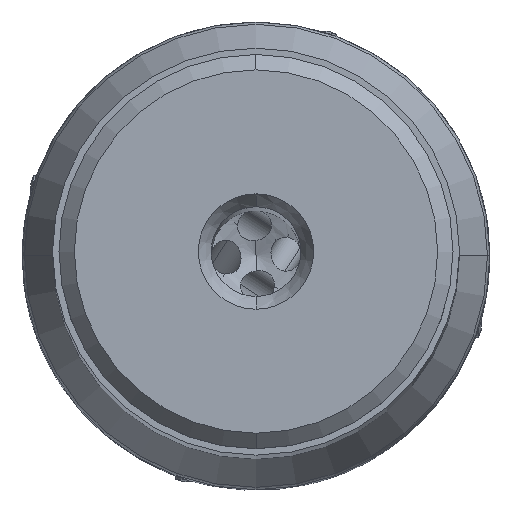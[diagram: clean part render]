
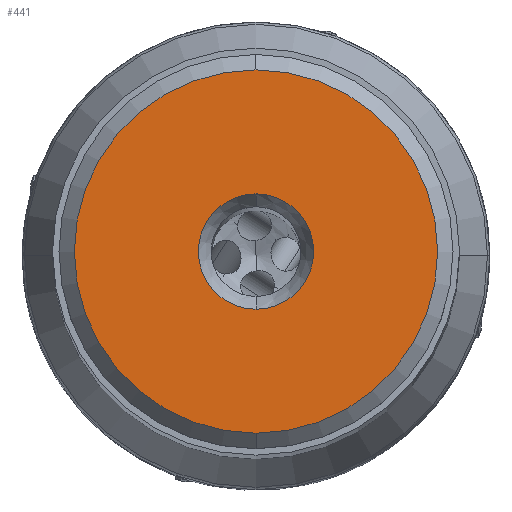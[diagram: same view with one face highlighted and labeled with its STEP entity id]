
A CAD part, top view. The second image highlights one B-rep face of the part: STEP entity #441.
In plain terms, the highlighted planar face has unit normal (0, 0, 1).
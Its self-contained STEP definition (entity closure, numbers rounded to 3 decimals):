
#161=FACE_BOUND('',#1496,.T.);
#162=FACE_BOUND('',#1497,.T.);
#285=PLANE('',#8075);
#441=ADVANCED_FACE('',(#161,#162),#285,.T.);
#1496=EDGE_LOOP('',(#3702,#3703));
#1497=EDGE_LOOP('',(#3704,#3705));
#2877=CIRCLE('',#8070,4.5);
#2878=CIRCLE('',#8072,14.175);
#2879=CIRCLE('',#8073,14.175);
#2880=CIRCLE('',#8074,4.5);
#3702=ORIENTED_EDGE('',*,*,#6584,.F.);
#3703=ORIENTED_EDGE('',*,*,#6585,.F.);
#3704=ORIENTED_EDGE('',*,*,#6583,.F.);
#3705=ORIENTED_EDGE('',*,*,#6586,.F.);
#5744=VERTEX_POINT('',#13943);
#5745=VERTEX_POINT('',#13945);
#5746=VERTEX_POINT('',#13949);
#5747=VERTEX_POINT('',#13950);
#6583=EDGE_CURVE('',#5745,#5744,#2877,.T.);
#6584=EDGE_CURVE('',#5746,#5747,#2878,.T.);
#6585=EDGE_CURVE('',#5747,#5746,#2879,.T.);
#6586=EDGE_CURVE('',#5744,#5745,#2880,.T.);
#8070=AXIS2_PLACEMENT_3D('',#13946,#9236,#9237);
#8072=AXIS2_PLACEMENT_3D('',#13948,#9240,#9241);
#8073=AXIS2_PLACEMENT_3D('',#13951,#9242,#9243);
#8074=AXIS2_PLACEMENT_3D('',#13952,#9244,#9245);
#8075=AXIS2_PLACEMENT_3D('',#13953,#9246,#9247);
#9236=DIRECTION('',(0.,0.,1.));
#9237=DIRECTION('',(0.,1.,0.));
#9240=DIRECTION('',(0.,0.,-1.));
#9241=DIRECTION('',(0.,-1.,0.));
#9242=DIRECTION('',(0.,0.,-1.));
#9243=DIRECTION('',(0.,1.,0.));
#9244=DIRECTION('',(0.,0.,1.));
#9245=DIRECTION('',(0.,-1.,0.));
#9246=DIRECTION('',(0.,0.,1.));
#9247=DIRECTION('',(-1.,0.,0.));
#13943=CARTESIAN_POINT('',(0.,-4.5,0.));
#13945=CARTESIAN_POINT('',(0.,4.5,0.));
#13946=CARTESIAN_POINT('',(0.,0.,0.));
#13948=CARTESIAN_POINT('',(0.,0.,0.));
#13949=CARTESIAN_POINT('',(0.,-14.175,0.));
#13950=CARTESIAN_POINT('',(0.,14.175,0.));
#13951=CARTESIAN_POINT('',(0.,0.,0.));
#13952=CARTESIAN_POINT('',(0.,0.,0.));
#13953=CARTESIAN_POINT('',(0.,0.,0.));
